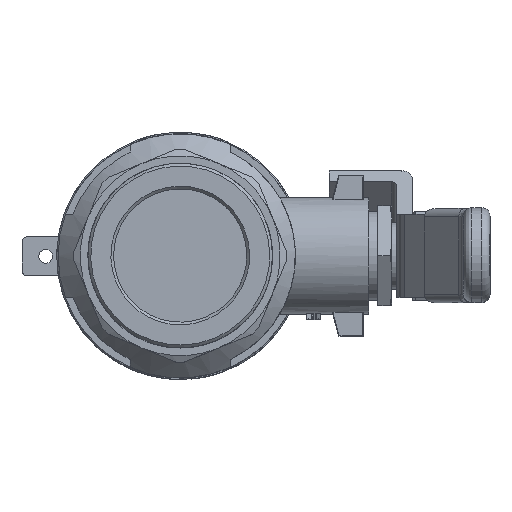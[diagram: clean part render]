
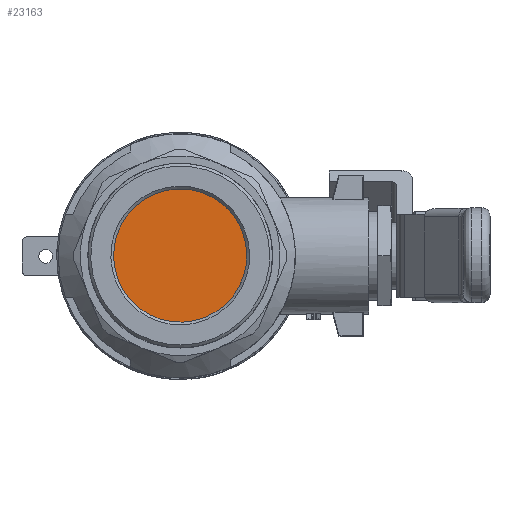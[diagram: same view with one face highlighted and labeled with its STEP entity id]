
A CAD part, top view. The second image highlights one B-rep face of the part: STEP entity #23163.
In plain terms, the highlighted planar face has unit normal (0, 0, 1).
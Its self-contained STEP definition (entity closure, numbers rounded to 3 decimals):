
#5468=PLANE('',#34043);
#10298=ORIENTED_EDGE('',*,*,#15779,.F.);
#10299=ORIENTED_EDGE('',*,*,#15780,.T.);
#15779=EDGE_CURVE('',#18571,#18571,#19241,.T.);
#15780=EDGE_CURVE('',#18572,#18572,#19242,.T.);
#18571=VERTEX_POINT('',#50914);
#18572=VERTEX_POINT('',#50916);
#19241=CIRCLE('',#34044,16.63);
#19242=CIRCLE('',#34045,16.625);
#20238=EDGE_LOOP('',(#10298));
#20239=EDGE_LOOP('',(#10299));
#21679=FACE_BOUND('',#20238,.T.);
#21680=FACE_BOUND('',#20239,.T.);
#23163=ADVANCED_FACE('',(#21679,#21680),#5468,.F.);
#34043=AXIS2_PLACEMENT_3D('',#50912,#40744,#40745);
#34044=AXIS2_PLACEMENT_3D('',#50913,#40746,#40747);
#34045=AXIS2_PLACEMENT_3D('',#50915,#40748,#40749);
#40744=DIRECTION('',(0.,0.,-1.));
#40745=DIRECTION('',(-1.,0.,0.));
#40746=DIRECTION('',(0.,0.,-1.));
#40747=DIRECTION('',(0.,-1.,0.));
#40748=DIRECTION('',(0.,0.,-1.));
#40749=DIRECTION('',(-0.707,0.707,0.));
#50912=CARTESIAN_POINT('',(10.,0.,38.136));
#50913=CARTESIAN_POINT('',(10.,0.,38.136));
#50914=CARTESIAN_POINT('',(10.,-16.63,38.136));
#50915=CARTESIAN_POINT('',(10.,0.,38.136));
#50916=CARTESIAN_POINT('',(-1.755,11.755,38.136));
